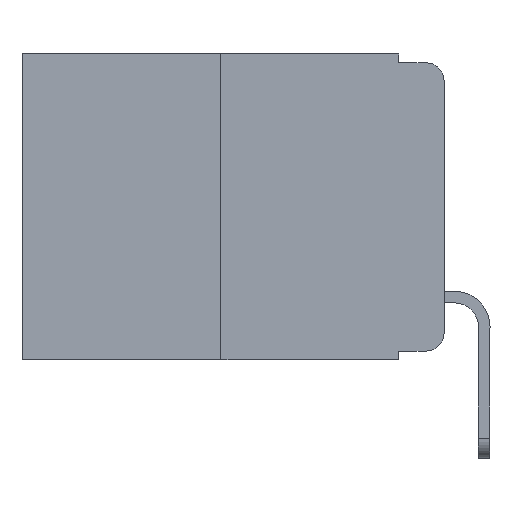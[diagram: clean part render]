
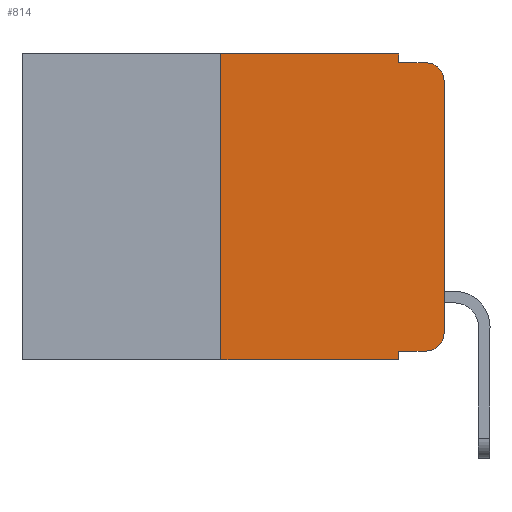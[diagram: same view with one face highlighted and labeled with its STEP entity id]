
A CAD part, left-side view. The second image highlights one B-rep face of the part: STEP entity #814.
In plain terms, the highlighted planar face has unit normal (-1, 0, 0).
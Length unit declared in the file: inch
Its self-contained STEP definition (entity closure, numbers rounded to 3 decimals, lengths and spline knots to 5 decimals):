
#30 = EDGE_CURVE ( 'NONE', #221, #5133, #5802, .T. ) ;
#70 = VECTOR ( 'NONE', #5917, 39.37008 ) ;
#221 = VERTEX_POINT ( 'NONE', #5365 ) ;
#271 = ORIENTED_EDGE ( 'NONE', *, *, #13360, .T. ) ;
#435 = ORIENTED_EDGE ( 'NONE', *, *, #4203, .T. ) ;
#814 = ADVANCED_FACE ( 'NONE', ( #3669 ), #10323, .F. ) ;
#993 = CARTESIAN_POINT ( 'NONE',  ( 0., 0., -0.03 ) ) ;
#1167 = LINE ( 'NONE', #11326, #8547 ) ;
#1433 = LINE ( 'NONE', #2461, #12203 ) ;
#1448 = CARTESIAN_POINT ( 'NONE',  ( 0., 0.02, -0.313 ) ) ;
#1832 = ORIENTED_EDGE ( 'NONE', *, *, #6672, .F. ) ;
#2152 = LINE ( 'NONE', #7740, #4740 ) ;
#2187 = VERTEX_POINT ( 'NONE', #4963 ) ;
#2263 = EDGE_CURVE ( 'NONE', #11807, #8512, #4292, .T. ) ;
#2266 = CIRCLE ( 'NONE', #4564, 0.02 ) ;
#2291 = AXIS2_PLACEMENT_3D ( 'NONE', #4218, #5276, #12403 ) ;
#2461 = CARTESIAN_POINT ( 'NONE',  ( 0., 0.051, 0. ) ) ;
#2550 = DIRECTION ( 'NONE',  ( 0., 0., -1. ) ) ;
#2586 = AXIS2_PLACEMENT_3D ( 'NONE', #1448, #8778, #2550 ) ;
#2943 = CARTESIAN_POINT ( 'NONE',  ( 0., 0., -0.313 ) ) ;
#2977 = EDGE_CURVE ( 'NONE', #5133, #9949, #1167, .T. ) ;
#3437 = VERTEX_POINT ( 'NONE', #10163 ) ;
#3544 = EDGE_CURVE ( 'NONE', #2187, #3437, #6297, .T. ) ;
#3669 = FACE_OUTER_BOUND ( 'NONE', #8698, .T. ) ;
#3998 = VERTEX_POINT ( 'NONE', #993 ) ;
#4203 = EDGE_CURVE ( 'NONE', #10277, #3998, #2152, .T. ) ;
#4218 = CARTESIAN_POINT ( 'NONE',  ( 0., 0.473, 0. ) ) ;
#4292 = LINE ( 'NONE', #5054, #9037 ) ;
#4496 = ORIENTED_EDGE ( 'NONE', *, *, #2977, .F. ) ;
#4508 = CARTESIAN_POINT ( 'NONE',  ( 0., 0.25, -0.343 ) ) ;
#4564 = AXIS2_PLACEMENT_3D ( 'NONE', #11724, #5590, #12762 ) ;
#4685 = VECTOR ( 'NONE', #7802, 39.37008 ) ;
#4740 = VECTOR ( 'NONE', #8755, 39.37008 ) ;
#4755 = ORIENTED_EDGE ( 'NONE', *, *, #30, .F. ) ;
#4963 = CARTESIAN_POINT ( 'NONE',  ( 0., 0.051, -0.333 ) ) ;
#5003 = LINE ( 'NONE', #6849, #4685 ) ;
#5054 = CARTESIAN_POINT ( 'NONE',  ( 0., 0.473, -0.343 ) ) ;
#5133 = VERTEX_POINT ( 'NONE', #10194 ) ;
#5276 = DIRECTION ( 'NONE',  ( 1., 0., 0. ) ) ;
#5365 = CARTESIAN_POINT ( 'NONE',  ( 0., 0.051, 0. ) ) ;
#5546 = ORIENTED_EDGE ( 'NONE', *, *, #3544, .T. ) ;
#5590 = DIRECTION ( 'NONE',  ( -1., 0., 0. ) ) ;
#5605 = CARTESIAN_POINT ( 'NONE',  ( 0., 0.02, -0.01 ) ) ;
#5646 = EDGE_CURVE ( 'NONE', #2187, #8512, #1433, .T. ) ;
#5802 = LINE ( 'NONE', #13085, #70 ) ;
#5917 = DIRECTION ( 'NONE',  ( 0., 0., -1. ) ) ;
#5982 = VECTOR ( 'NONE', #12658, 39.37008 ) ;
#6068 = EDGE_CURVE ( 'NONE', #11807, #10942, #11073, .T. ) ;
#6184 = ORIENTED_EDGE ( 'NONE', *, *, #6068, .F. ) ;
#6297 = LINE ( 'NONE', #10575, #5982 ) ;
#6672 = EDGE_CURVE ( 'NONE', #10942, #221, #5003, .T. ) ;
#6849 = CARTESIAN_POINT ( 'NONE',  ( 0., 0.473, 0. ) ) ;
#7740 = CARTESIAN_POINT ( 'NONE',  ( 0., 0., 0. ) ) ;
#7802 = DIRECTION ( 'NONE',  ( 0., -1., 0. ) ) ;
#8185 = CARTESIAN_POINT ( 'NONE',  ( 0., 0.25, 0. ) ) ;
#8244 = CARTESIAN_POINT ( 'NONE',  ( 0., 0.25, 0. ) ) ;
#8512 = VERTEX_POINT ( 'NONE', #13366 ) ;
#8520 = ORIENTED_EDGE ( 'NONE', *, *, #10697, .T. ) ;
#8547 = VECTOR ( 'NONE', #9222, 39.37008 ) ;
#8698 = EDGE_LOOP ( 'NONE', ( #435, #271, #4496, #4755, #1832, #6184, #9857, #13400, #5546, #8520 ) ) ;
#8755 = DIRECTION ( 'NONE',  ( 0., 0., 1. ) ) ;
#8778 = DIRECTION ( 'NONE',  ( -1., 0., 0. ) ) ;
#9037 = VECTOR ( 'NONE', #11165, 39.37008 ) ;
#9222 = DIRECTION ( 'NONE',  ( 0., -1., 0. ) ) ;
#9255 = DIRECTION ( 'NONE',  ( 0., 0., 1. ) ) ;
#9777 = DIRECTION ( 'NONE',  ( 0., 0., -1. ) ) ;
#9857 = ORIENTED_EDGE ( 'NONE', *, *, #2263, .T. ) ;
#9949 = VERTEX_POINT ( 'NONE', #5605 ) ;
#10163 = CARTESIAN_POINT ( 'NONE',  ( 0., 0.02, -0.333 ) ) ;
#10194 = CARTESIAN_POINT ( 'NONE',  ( 0., 0.051, -0.01 ) ) ;
#10277 = VERTEX_POINT ( 'NONE', #2943 ) ;
#10323 = PLANE ( 'NONE',  #2291 ) ;
#10575 = CARTESIAN_POINT ( 'NONE',  ( 0., 0.051, -0.333 ) ) ;
#10697 = EDGE_CURVE ( 'NONE', #3437, #10277, #13524, .T. ) ;
#10738 = VECTOR ( 'NONE', #9255, 39.37008 ) ;
#10942 = VERTEX_POINT ( 'NONE', #8185 ) ;
#11073 = LINE ( 'NONE', #8244, #10738 ) ;
#11165 = DIRECTION ( 'NONE',  ( 0., -1., 0. ) ) ;
#11326 = CARTESIAN_POINT ( 'NONE',  ( 0., 0.051, -0.01 ) ) ;
#11724 = CARTESIAN_POINT ( 'NONE',  ( 0., 0.02, -0.03 ) ) ;
#11807 = VERTEX_POINT ( 'NONE', #4508 ) ;
#12203 = VECTOR ( 'NONE', #9777, 39.37008 ) ;
#12403 = DIRECTION ( 'NONE',  ( 0., 0., -1. ) ) ;
#12658 = DIRECTION ( 'NONE',  ( 0., -1., 0. ) ) ;
#12762 = DIRECTION ( 'NONE',  ( 0., 0., -1. ) ) ;
#13085 = CARTESIAN_POINT ( 'NONE',  ( 0., 0.051, 0. ) ) ;
#13360 = EDGE_CURVE ( 'NONE', #3998, #9949, #2266, .T. ) ;
#13366 = CARTESIAN_POINT ( 'NONE',  ( 0., 0.051, -0.343 ) ) ;
#13400 = ORIENTED_EDGE ( 'NONE', *, *, #5646, .F. ) ;
#13524 = CIRCLE ( 'NONE', #2586, 0.02 ) ;
